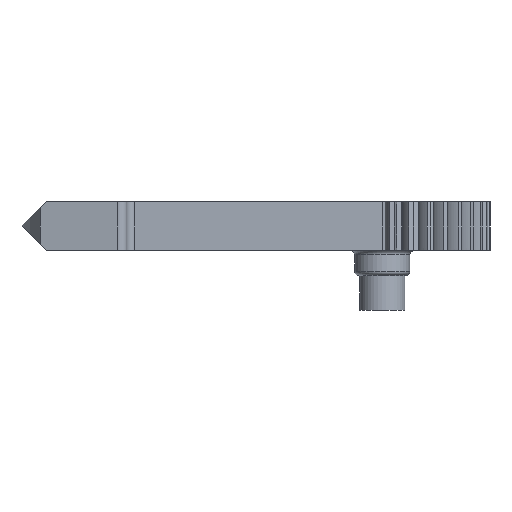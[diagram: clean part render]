
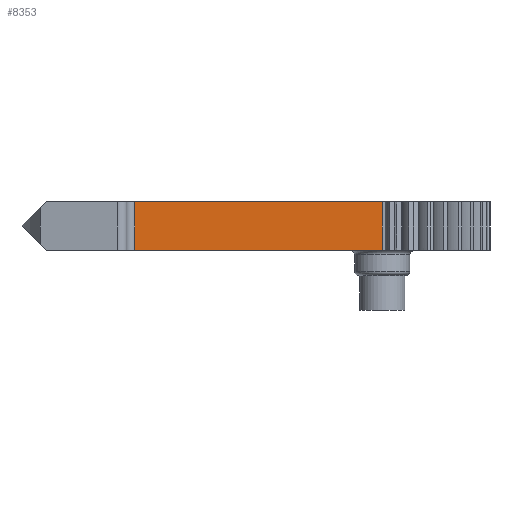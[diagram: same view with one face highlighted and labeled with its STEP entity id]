
A CAD part, left-side view. The second image highlights one B-rep face of the part: STEP entity #8353.
In plain terms, the highlighted planar face has unit normal (-1, 0, 0).
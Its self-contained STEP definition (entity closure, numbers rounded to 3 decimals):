
#1459 = VERTEX_POINT('',#1460);
#1460 = CARTESIAN_POINT('',(-18.5,0.,0.));
#1466 = EDGE_CURVE('',#1467,#1459,#1469,.T.);
#1467 = VERTEX_POINT('',#1468);
#1468 = CARTESIAN_POINT('',(-18.5,42.488,0.));
#1469 = LINE('',#1470,#1471);
#1470 = CARTESIAN_POINT('',(-18.5,0.,0.));
#1471 = VECTOR('',#1472,1.);
#1472 = DIRECTION('',(0.,-1.,0.));
#8269 = VERTEX_POINT('',#8270);
#8270 = CARTESIAN_POINT('',(-18.5,42.488,8.4));
#8277 = EDGE_CURVE('',#8269,#1467,#8278,.T.);
#8278 = LINE('',#8279,#8280);
#8279 = CARTESIAN_POINT('',(-18.5,42.488,8.4));
#8280 = VECTOR('',#8281,1.);
#8281 = DIRECTION('',(-0.,-0.,-1.));
#8353 = ADVANCED_FACE('',(#8354),#8372,.F.);
#8354 = FACE_BOUND('',#8355,.F.);
#8355 = EDGE_LOOP('',(#8356,#8364,#8370,#8371));
#8356 = ORIENTED_EDGE('',*,*,#8357,.F.);
#8357 = EDGE_CURVE('',#8358,#8269,#8360,.T.);
#8358 = VERTEX_POINT('',#8359);
#8359 = CARTESIAN_POINT('',(-18.5,0.,8.4));
#8360 = LINE('',#8361,#8362);
#8361 = CARTESIAN_POINT('',(-18.5,0.,8.4));
#8362 = VECTOR('',#8363,1.);
#8363 = DIRECTION('',(0.,1.,0.));
#8364 = ORIENTED_EDGE('',*,*,#8365,.T.);
#8365 = EDGE_CURVE('',#8358,#1459,#8366,.T.);
#8366 = LINE('',#8367,#8368);
#8367 = CARTESIAN_POINT('',(-18.5,0.,8.4));
#8368 = VECTOR('',#8369,1.);
#8369 = DIRECTION('',(-0.,-0.,-1.));
#8370 = ORIENTED_EDGE('',*,*,#1466,.F.);
#8371 = ORIENTED_EDGE('',*,*,#8277,.F.);
#8372 = PLANE('',#8373);
#8373 = AXIS2_PLACEMENT_3D('',#8374,#8375,#8376);
#8374 = CARTESIAN_POINT('',(-18.5,0.,8.4));
#8375 = DIRECTION('',(1.,0.,0.));
#8376 = DIRECTION('',(0.,1.,0.));
